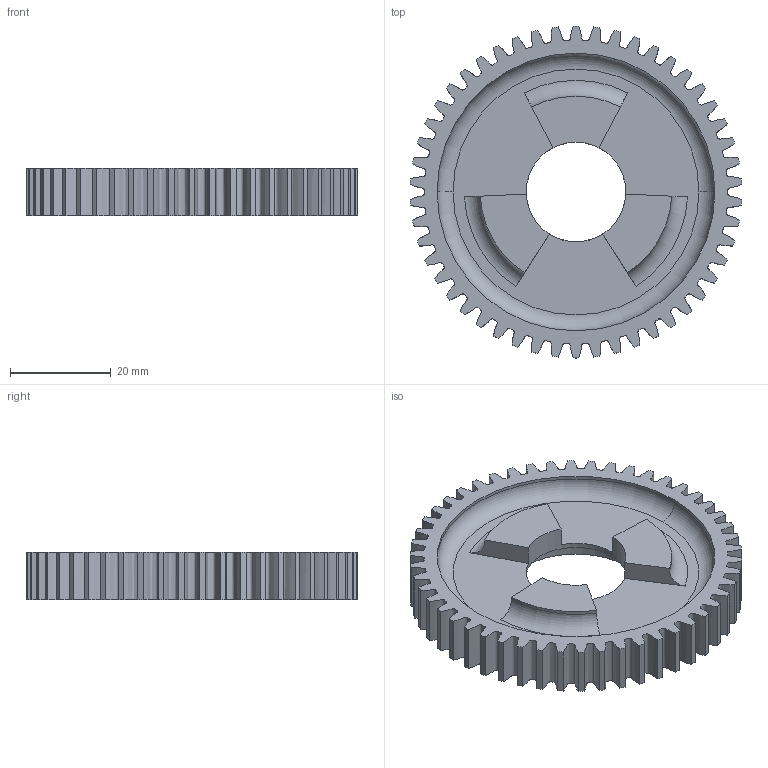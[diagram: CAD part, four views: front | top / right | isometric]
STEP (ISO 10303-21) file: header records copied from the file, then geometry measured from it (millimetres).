
FILE_DESCRIPTION (( 'STEP AP203' ), '1' );
FILE_NAME ('50.DOG.VP.STEP', '2014-06-22T00:25:19', ( '' ), ( '' ), 'SwSTEP 2.0', 'SolidWorks 2013', '' );
FILE_SCHEMA (( 'CONFIG_CONTROL_DESIGN' ));
Length unit declared in the file: inch
Products named in the file (1): 50.DOG.VP
Bounding box: 65.97 x 66.04 x 9.53 mm (x, y, z)
Volume: 20441.1 mm3; surface area: 10906 mm2
Topology: 1 solids, 1 shells, 127 faces, 367 edges, 244 vertices
Faces by surface type: cylinder 59, bspline 50, plane 13, torus 5
Entity records: 18805 total; most frequent: CARTESIAN_POINT 15589, ORIENTED_EDGE 734, DIRECTION 560, EDGE_CURVE 367, VERTEX_POINT 244, AXIS2_PLACEMENT_3D 215, CIRCLE 137, EDGE_LOOP 131
